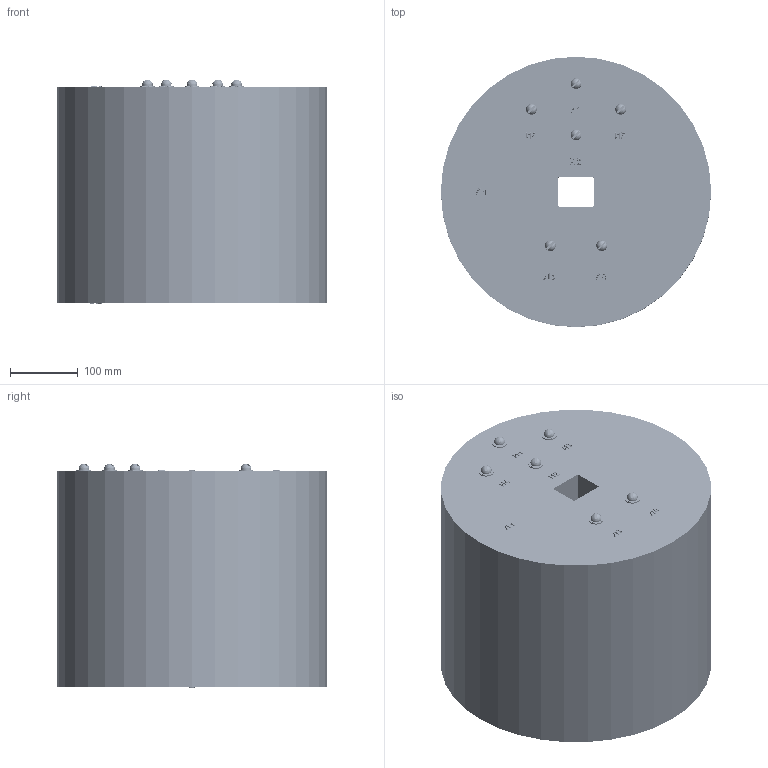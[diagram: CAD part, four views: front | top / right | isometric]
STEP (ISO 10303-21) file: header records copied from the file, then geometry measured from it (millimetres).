
FILE_DESCRIPTION (( 'STEP AP203' ), '1' );
FILE_NAME ('ﾈﾋﾒ-15.STEP', '2022-07-28T09:34:08', ( '' ), ( '' ), 'SwSTEP 2.0', 'SolidWorks 2010', '' );
FILE_SCHEMA (( 'CONFIG_CONTROL_DESIGN' ));
Length unit declared in the file: millimetre
Products named in the file (18): Ìàãíèòîïðîâîä-1_Default; 8桋.551.048; Áàêåëèòîâàÿ âñòàâêà_Default; 5藤.365.038_Default; 砎鍧錟儆豋LDPRT_Default; Ïðîêëàäêà âåðõíÿÿ_Default; ﾘ琺矜1SLDPRT_Default; Ïðîêëàäêà1_Default; ﾘ琺矜 ﾑﾒﾝﾔ; 櫻蠉錪3_Default; îáìîòêà2_Default; 挓斁襚趌Default; ﾘ琺矜 A.10.0112 ﾃﾎﾑﾒ 11371-78_ﾘ琺矜 A.10.0112 ﾃﾎﾑﾒ 11371-78; 鎔艜 A.M10x1x25.0112 襞旂 17473-80_鎔艜 A.M10x1x25.0112 襞旂 17473-80; ﾘ琺矜 10ﾋ 0112 ﾃﾎﾑﾒ 6402-70_ﾘ琺矜 10ﾋ 0112 ﾃﾎﾑﾒ 6402-70; Êîìïàóíä äëÿ 6ÃÃ.176.053_Default; ﾈﾋﾒ-15; 6藤.176.053_Default
Assembly tree (140 placements, depth 4):
  ﾈﾋﾒ-15
    ﾘ琺矜 10ﾋ 0112 ﾃﾎﾑﾒ 6402-70_ﾘ琺矜 10ﾋ 0112 ﾃﾎﾑﾒ 6402-70  x6
    鎔艜 A.M10x1x25.0112 襞旂 17473-80_鎔艜 A.M10x1x25.0112 襞旂 17473-80  x6
    ﾘ琺矜 A.10.0112 ﾃﾎﾑﾒ 11371-78_ﾘ琺矜 A.10.0112 ﾃﾎﾑﾒ 11371-78  x6
    6藤.176.053_Default
      8桋.551.048  x6
      5藤.365.038_Default
        挓斁襚趌Default  x46
        îáìîòêà2_Default  x40
        櫻蠉錪3_Default  x20
        ﾘ琺矜1SLDPRT_Default
        Ïðîêëàäêà1_Default
        砎鍧錟儆豋LDPRT_Default
        Ìàãíèòîïðîâîä-1_Default
        Ïðîêëàäêà âåðõíÿÿ_Default
        ﾘ琺矜 ﾑﾒﾝﾔ
      Êîìïàóíä äëÿ 6ÃÃ.176.053_Default
      Áàêåëèòîâàÿ âñòàâêà_Default
Bounding box: 400 x 400 x 332.39 mm (x, y, z)
Volume: 42716793.7 mm3; surface area: 5502599.3 mm2
Topology: 98 solids, 141 shells, 2384 faces, 6709 edges, 4294 vertices
Faces by surface type: cylinder 1183, torus 790, plane 275, cone 124, sphere 12
Entity records: 22225 total; most frequent: CARTESIAN_POINT 3292, DIRECTION 3271, ORIENTED_EDGE 2630, AXIS2_PLACEMENT_3D 1331, EDGE_CURVE 1315, VERTEX_POINT 868, CIRCLE 666, VECTOR 609
